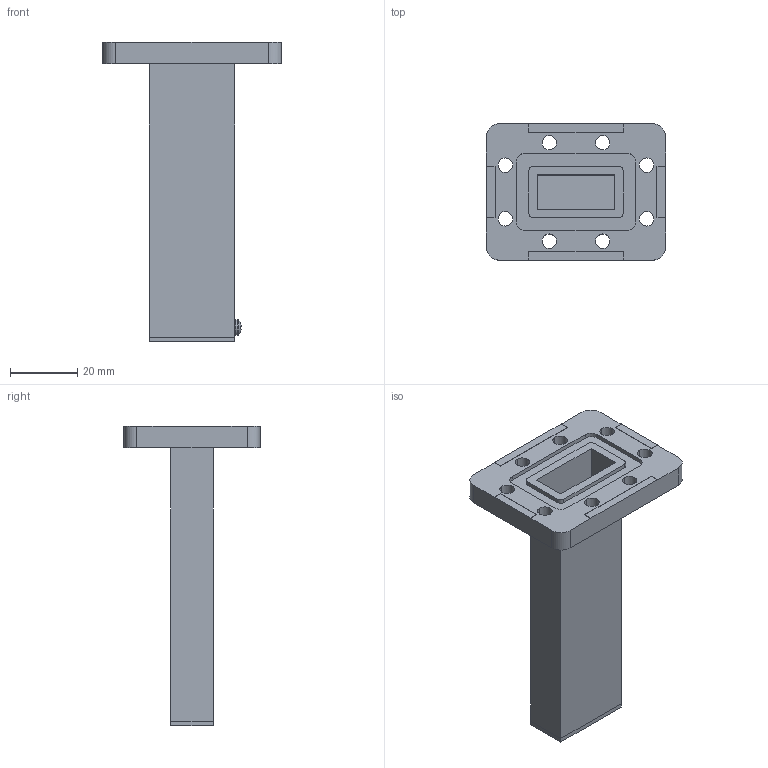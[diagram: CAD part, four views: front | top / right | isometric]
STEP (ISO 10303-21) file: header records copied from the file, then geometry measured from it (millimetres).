
FILE_DESCRIPTION (( 'STEP AP214' ), '1' );
FILE_NAME ('FMWTR1007_3D.step', '2024-06-20T15:49:35', ( '' ), ( '' ), 'SwSTEP 2.0', 'SolidWorks 2022', '' );
FILE_SCHEMA (( 'AUTOMOTIVE_DESIGN' ));
Length unit declared in the file: inch
Products named in the file (1): FMWTR1007_3D
Bounding box: 53.14 x 40.49 x 89 mm (x, y, z)
Volume: 18698.3 mm3; surface area: 18268.4 mm2
Topology: 1 solids, 1 shells, 121 faces, 333 edges, 220 vertices
Faces by surface type: plane 68, cylinder 42, cone 6, torus 4, sphere 1
Entity records: 3970 total; most frequent: CARTESIAN_POINT 794, ORIENTED_EDGE 664, DIRECTION 644, EDGE_CURVE 332, AXIS2_PLACEMENT_3D 222, VERTEX_POINT 220, LINE 200, VECTOR 200
